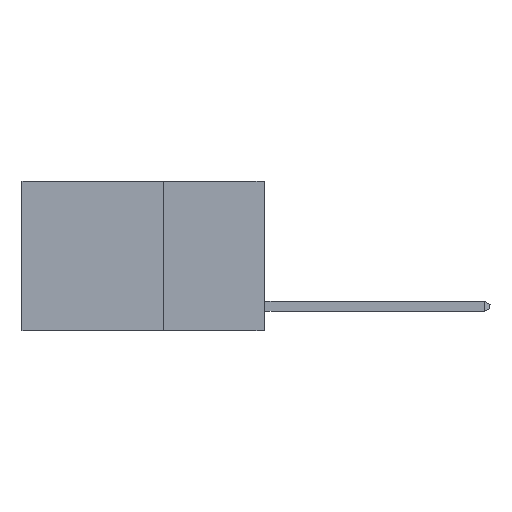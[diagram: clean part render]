
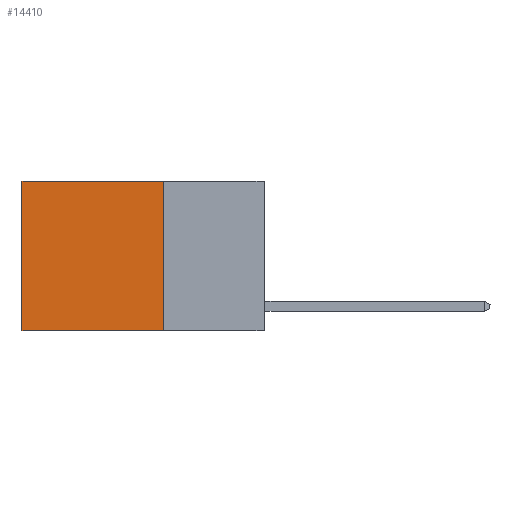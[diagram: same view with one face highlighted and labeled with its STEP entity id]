
A CAD part, left-side view. The second image highlights one B-rep face of the part: STEP entity #14410.
In plain terms, the highlighted planar face has unit normal (-1, 0, 0).
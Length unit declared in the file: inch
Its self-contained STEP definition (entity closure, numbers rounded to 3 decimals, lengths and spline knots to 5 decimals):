
#183 = VECTOR ( 'NONE', #23487, 39.37008 ) ;
#862 = EDGE_CURVE ( 'NONE', #6028, #24842, #21939, .T. ) ;
#3352 = ORIENTED_EDGE ( 'NONE', *, *, #13834, .F. ) ;
#4033 = PLANE ( 'NONE',  #26499 ) ;
#5258 = EDGE_CURVE ( 'NONE', #25138, #27592, #18813, .T. ) ;
#6028 = VERTEX_POINT ( 'NONE', #9149 ) ;
#8639 = EDGE_CURVE ( 'NONE', #27592, #24842, #23314, .T. ) ;
#9149 = CARTESIAN_POINT ( 'NONE',  ( 0.2625, 0.25, -0.37 ) ) ;
#11335 = DIRECTION ( 'NONE',  ( 1., 0., 0. ) ) ;
#11538 = CARTESIAN_POINT ( 'NONE',  ( 0.2625, 0.6, -0.37 ) ) ;
#12205 = CARTESIAN_POINT ( 'NONE',  ( 0.2625, 0.6, 0. ) ) ;
#13834 = EDGE_CURVE ( 'NONE', #25138, #6028, #26629, .T. ) ;
#14074 = DIRECTION ( 'NONE',  ( 0., 1., 0. ) ) ;
#14410 = ADVANCED_FACE ( 'NONE', ( #14913 ), #4033, .F. ) ;
#14913 = FACE_OUTER_BOUND ( 'NONE', #23229, .T. ) ;
#16371 = CARTESIAN_POINT ( 'NONE',  ( 0.2625, 0.25, -0.37 ) ) ;
#16907 = VECTOR ( 'NONE', #23745, 39.37008 ) ;
#17482 = CARTESIAN_POINT ( 'NONE',  ( 0.2625, 0.25, 0. ) ) ;
#18472 = ORIENTED_EDGE ( 'NONE', *, *, #862, .F. ) ;
#18813 = LINE ( 'NONE', #17482, #24460 ) ;
#21188 = VECTOR ( 'NONE', #14074, 39.37008 ) ;
#21939 = LINE ( 'NONE', #16371, #21188 ) ;
#22625 = ORIENTED_EDGE ( 'NONE', *, *, #5258, .T. ) ;
#23229 = EDGE_LOOP ( 'NONE', ( #30443, #18472, #3352, #22625 ) ) ;
#23314 = LINE ( 'NONE', #26054, #16907 ) ;
#23487 = DIRECTION ( 'NONE',  ( 0., 0., -1. ) ) ;
#23745 = DIRECTION ( 'NONE',  ( 0., 0., -1. ) ) ;
#24460 = VECTOR ( 'NONE', #29443, 39.37008 ) ;
#24842 = VERTEX_POINT ( 'NONE', #11538 ) ;
#25138 = VERTEX_POINT ( 'NONE', #26969 ) ;
#25763 = CARTESIAN_POINT ( 'NONE',  ( 0.2625, 0.25, 0. ) ) ;
#26054 = CARTESIAN_POINT ( 'NONE',  ( 0.2625, 0.6, 0. ) ) ;
#26499 = AXIS2_PLACEMENT_3D ( 'NONE', #25763, #11335, #28154 ) ;
#26629 = LINE ( 'NONE', #30553, #183 ) ;
#26969 = CARTESIAN_POINT ( 'NONE',  ( 0.2625, 0.25, 0. ) ) ;
#27592 = VERTEX_POINT ( 'NONE', #12205 ) ;
#28154 = DIRECTION ( 'NONE',  ( 0., 0., -1. ) ) ;
#29443 = DIRECTION ( 'NONE',  ( 0., 1., 0. ) ) ;
#30443 = ORIENTED_EDGE ( 'NONE', *, *, #8639, .T. ) ;
#30553 = CARTESIAN_POINT ( 'NONE',  ( 0.2625, 0.25, 0. ) ) ;
